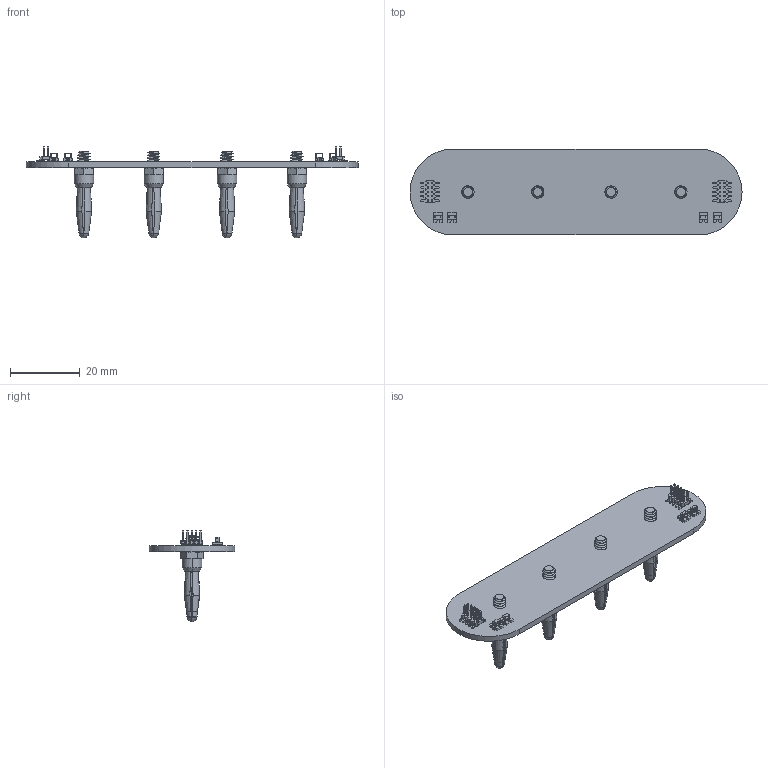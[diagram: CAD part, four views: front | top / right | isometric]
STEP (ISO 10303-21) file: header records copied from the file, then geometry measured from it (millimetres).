
FILE_DESCRIPTION(('Open CASCADE Model'),'2;1');
FILE_NAME('Open CASCADE Shape Model','2023-10-23T15:17:49',('Author'),( 'Open CASCADE'),'Open CASCADE STEP processor 7.5','Open CASCADE 7.5' ,'Unknown');
FILE_SCHEMA(('AUTOMOTIVE_DESIGN { 1 0 10303 214 1 1 1 1 }'));
Length unit declared in the file: millimetre
Products named in the file (23): PCB; Board; Open CASCADE STEP translator 7.5 2.1.1; TP4; 5191TR; 5191_insulation; 5190_assembled contact; TP3; 5190TR; 5190_insulation; H1; 20021121-00010C4LF--3DModel-STEP-56544; 20021121-additional body-goldtin_5; Pin^20021121-additional-goldtin; J3; 654--3DModel-STEP-630548; TP2; TP1; J4; J2; J1; H2
Assembly tree (32 placements, depth 4):
  PCB
    Board
      Open CASCADE STEP translator 7.5 2.1.1
    TP4
      5191TR
        5191_insulation
        5190_assembled contact
    TP3
      5190TR
        5190_insulation
        5190_assembled contact
    H1
      20021121-00010C4LF--3DModel-STEP-56544
        20021121-additional body-goldtin_5
        Pin^20021121-additional-goldtin  x5
    J3
      654--3DModel-STEP-630548
    TP2
      5191TR
        5191_insulation
        5190_assembled contact
    TP1
      5190TR
        5190_insulation
        5190_assembled contact
    J4
      654--3DModel-STEP-630548
    J2
      654--3DModel-STEP-630548
    J1
      654--3DModel-STEP-630548
    H2
      20021121-00010C4LF--3DModel-STEP-56544
        20021121-additional body-goldtin_5
        Pin^20021121-additional-goldtin  x5
Bounding box: 95.1 x 24.6 x 26.34 mm (x, y, z)
Volume: 4818.1 mm3; surface area: 8028.9 mm2
Topology: 59 solids, 59 shells, 1394 faces, 3308 edges, 2016 vertices
Faces by surface type: plane 956, cylinder 234, cone 140, bspline 40, revolution 16, sphere 8
Entity records: 14421 total; most frequent: CARTESIAN_POINT 3542, ORIENTED_EDGE 2048, DIRECTION 1922, EDGE_CURVE 1024, LINE 752, VECTOR 752, VERTEX_POINT 626, AXIS2_PLACEMENT_3D 583
